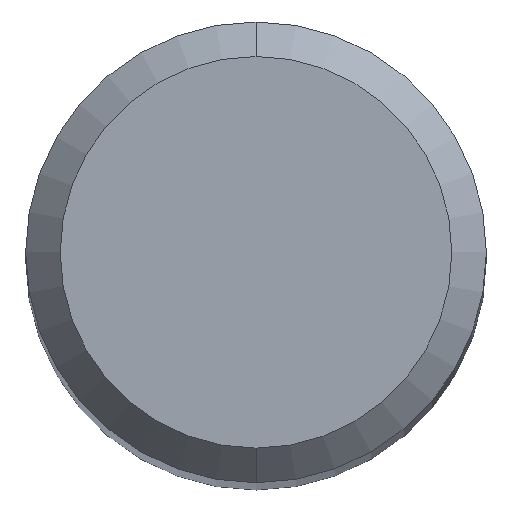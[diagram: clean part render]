
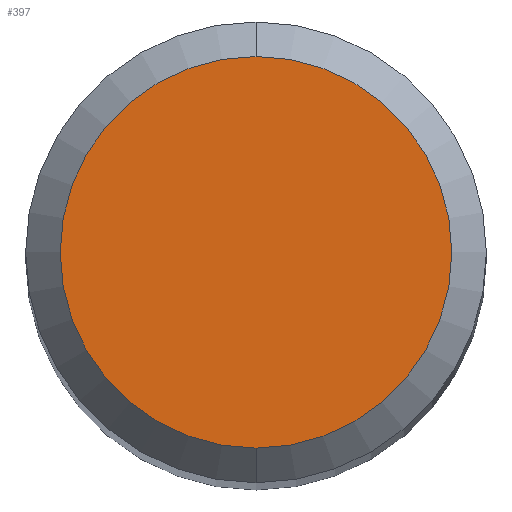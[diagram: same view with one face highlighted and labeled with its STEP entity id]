
A CAD part, top view. The second image highlights one B-rep face of the part: STEP entity #397.
In plain terms, the highlighted planar face has unit normal (0, 0, 1).
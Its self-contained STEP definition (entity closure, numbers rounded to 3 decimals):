
#239=EDGE_CURVE('',#335,#329,#563,.T.);
#329=VERTEX_POINT('',#664);
#335=VERTEX_POINT('',#671);
#397=ADVANCED_FACE('',(#739),#740,.T.);
#415=EDGE_CURVE('',#329,#335,#762,.T.);
#563=CIRCLE('',#953,1.7);
#664=CARTESIAN_POINT('',(0.0,1.7,0.0));
#671=CARTESIAN_POINT('',(0.,-1.7,0.0));
#739=FACE_OUTER_BOUND('',#1275,.T.);
#740=PLANE('',#1276);
#762=CIRCLE('',#1304,1.7);
#953=AXIS2_PLACEMENT_3D('',#1572,#1573,#1574);
#1275=EDGE_LOOP('',(#1772,#1773));
#1276=AXIS2_PLACEMENT_3D('',#1774,#1775,#1776);
#1304=AXIS2_PLACEMENT_3D('',#1817,#1818,#1819);
#1572=CARTESIAN_POINT('',(0.0,0.0,0.0));
#1573=DIRECTION('',(0.0,0.0,-1.0));
#1574=DIRECTION('',(0.0,1.0,0.0));
#1772=ORIENTED_EDGE('',*,*,#415,.F.);
#1773=ORIENTED_EDGE('',*,*,#239,.F.);
#1774=CARTESIAN_POINT('',(0.0,0.85,0.0));
#1775=DIRECTION('',(-0.0,0.0,1.0));
#1776=DIRECTION('',(0.0,-1.0,0.0));
#1817=CARTESIAN_POINT('',(0.0,0.0,0.0));
#1818=DIRECTION('',(0.0,0.0,-1.0));
#1819=DIRECTION('',(0.0,1.0,0.0));
